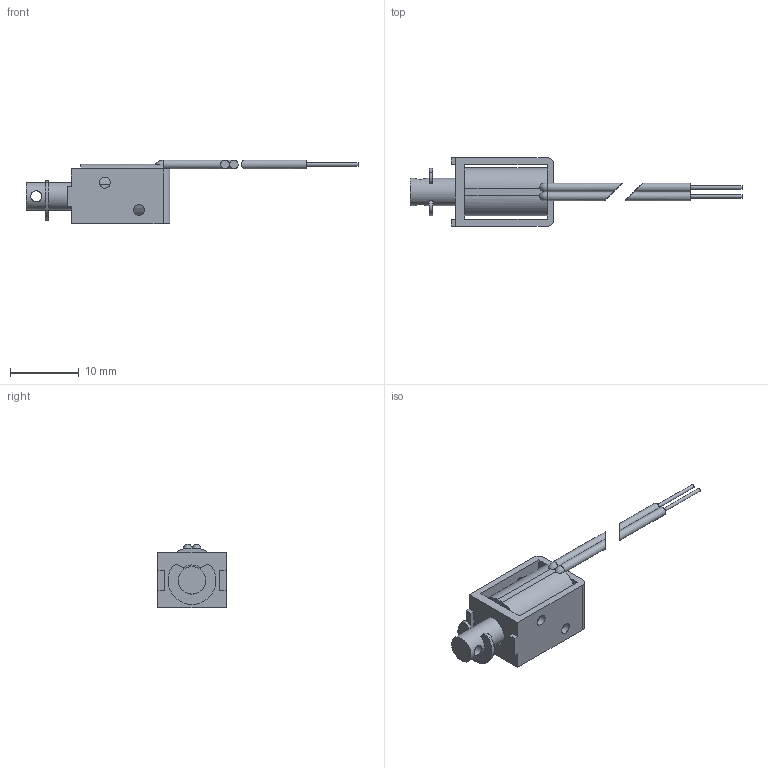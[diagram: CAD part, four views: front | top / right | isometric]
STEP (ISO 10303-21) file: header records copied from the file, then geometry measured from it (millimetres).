
FILE_DESCRIPTION( ( 'Unknown' ), '1' );
FILE_NAME( 'F0415L.stp', 'Unknown', ( 'Unknown' ), ( 'Unknown' ), 'PSStep 17.0.49', 'Unknown', ' ' );
FILE_SCHEMA( ( 'AUTOMOTIVE_DESIGN { 1 0 10303 214 1 1 1 1 }' ) );
Length unit declared in the file: millimetre
Products named in the file (5): Assem1; F0415L-1; F0415L-2
Assembly tree (4 placements, depth 2):
  Assem1
    F0415L-1
    F0415L-1
    F0415L-1
    F0415L-2
Bounding box: 48.43 x 10 x 9.28 mm (x, y, z)
Volume: 964.7 mm3; surface area: 1650 mm2
Topology: 4 solids, 4 shells, 61 faces, 147 edges, 96 vertices
Faces by surface type: plane 36, cylinder 22, torus 2, cone 1
Full cylindrical faces by diameter (mm): 0.5 x2, 1.25 x4, 1.6 x5, 2 x1, 4 x1, 4.5 x1
Entity records: 2356 total; most frequent: CARTESIAN_POINT 382, DIRECTION 304, ORIENTED_EDGE 254, EDGE_CURVE 127, AXIS2_PLACEMENT_3D 117, EDGE_LOOP 94, VERTEX_POINT 91, FACE_OUTER_BOUND 75
